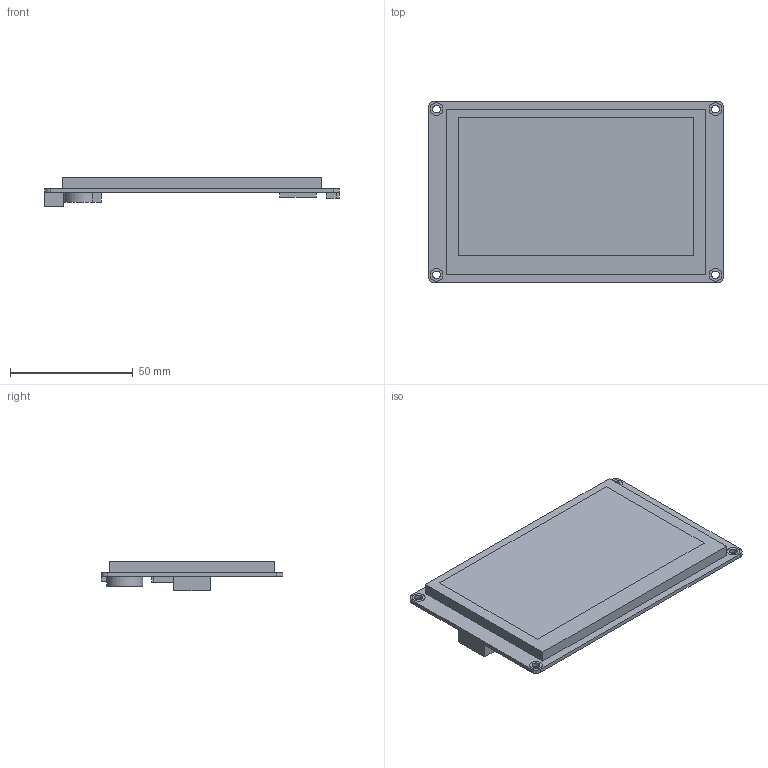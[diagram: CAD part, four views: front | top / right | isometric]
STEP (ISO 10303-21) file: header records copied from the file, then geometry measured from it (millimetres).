
FILE_DESCRIPTION(/* description */ (''),/* implementation_level */ '2;1');
FILE_NAME(/* name */ 'Nextion 4.3 Enhanced v10.step',/* time_stamp */ '2016-10-04T11:56:52-07:00',/* author */ (''),/* organization */ (''),/* preprocessor_version */ 'ST-DEVELOPER v16.5',/* originating_system */ 'Autodesk Translation Framework v5.1.0.2740',/* authorisation */ '');
FILE_SCHEMA (('AUTOMOTIVE_DESIGN { 1 0 10303 214 3 1 1 }'));
Length unit declared in the file: centimetre
Products named in the file (1): Nextion 4.3 Enhanced v10
Bounding box: 120 x 74 x 11.9 mm (x, y, z)
Volume: 48253.1 mm3; surface area: 39037.5 mm2
Topology: 11 solids, 11 shells, 76 faces, 162 edges, 108 vertices
Faces by surface type: plane 59, cylinder 17
Full cylindrical faces by diameter (mm): 3.2 x4, 5.2 x8
Entity records: 2072 total; most frequent: DIRECTION 338, CARTESIAN_POINT 335, ORIENTED_EDGE 300, EDGE_CURVE 150, LINE 116, VECTOR 116, AXIS2_PLACEMENT_3D 111, VERTEX_POINT 108
